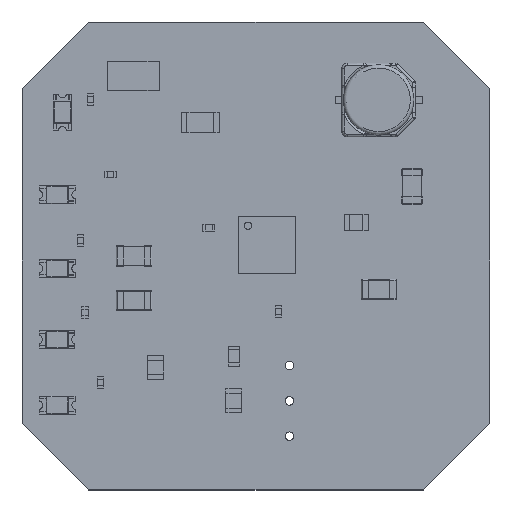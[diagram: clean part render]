
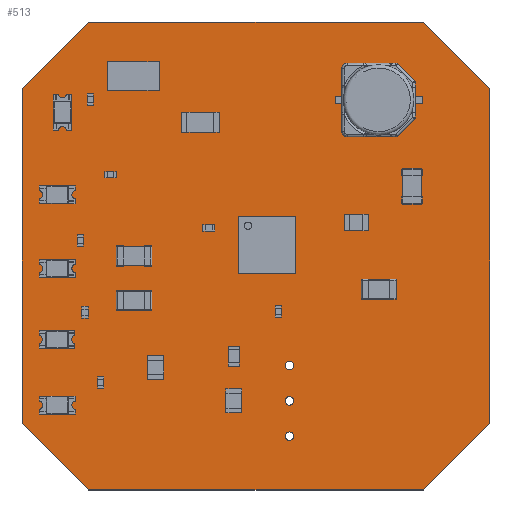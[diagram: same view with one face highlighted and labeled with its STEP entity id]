
A CAD part, top view. The second image highlights one B-rep face of the part: STEP entity #513.
In plain terms, the highlighted planar face has unit normal (0, 0, 1).
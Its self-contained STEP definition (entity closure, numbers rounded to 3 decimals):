
#148 = VERTEX_POINT('',#149);
#149 = CARTESIAN_POINT('',(61.,110.,0.411));
#155 = EDGE_CURVE('',#148,#156,#158,.T.);
#156 = VERTEX_POINT('',#157);
#157 = CARTESIAN_POINT('',(91.,110.,0.411));
#158 = LINE('',#159,#160);
#159 = CARTESIAN_POINT('',(61.,110.,0.411));
#160 = VECTOR('',#161,1.);
#161 = DIRECTION('',(1.,0.,0.));
#186 = EDGE_CURVE('',#156,#187,#189,.T.);
#187 = VERTEX_POINT('',#188);
#188 = CARTESIAN_POINT('',(97.,104.,0.411));
#189 = LINE('',#190,#191);
#190 = CARTESIAN_POINT('',(91.,110.,0.411));
#191 = VECTOR('',#192,1.);
#192 = DIRECTION('',(0.707,-0.707,0.));
#217 = EDGE_CURVE('',#187,#218,#220,.T.);
#218 = VERTEX_POINT('',#219);
#219 = CARTESIAN_POINT('',(97.,74.,0.411));
#220 = LINE('',#221,#222);
#221 = CARTESIAN_POINT('',(97.,104.,0.411));
#222 = VECTOR('',#223,1.);
#223 = DIRECTION('',(0.,-1.,0.));
#248 = EDGE_CURVE('',#218,#249,#251,.T.);
#249 = VERTEX_POINT('',#250);
#250 = CARTESIAN_POINT('',(91.,68.,0.411));
#251 = LINE('',#252,#253);
#252 = CARTESIAN_POINT('',(97.,74.,0.411));
#253 = VECTOR('',#254,1.);
#254 = DIRECTION('',(-0.707,-0.707,0.));
#279 = EDGE_CURVE('',#249,#280,#282,.T.);
#280 = VERTEX_POINT('',#281);
#281 = CARTESIAN_POINT('',(61.,68.,0.411));
#282 = LINE('',#283,#284);
#283 = CARTESIAN_POINT('',(91.,68.,0.411));
#284 = VECTOR('',#285,1.);
#285 = DIRECTION('',(-1.,0.,0.));
#310 = EDGE_CURVE('',#280,#311,#313,.T.);
#311 = VERTEX_POINT('',#312);
#312 = CARTESIAN_POINT('',(55.,74.,0.411));
#313 = LINE('',#314,#315);
#314 = CARTESIAN_POINT('',(61.,68.,0.411));
#315 = VECTOR('',#316,1.);
#316 = DIRECTION('',(-0.707,0.707,0.));
#341 = EDGE_CURVE('',#311,#342,#344,.T.);
#342 = VERTEX_POINT('',#343);
#343 = CARTESIAN_POINT('',(55.,104.,0.411));
#344 = LINE('',#345,#346);
#345 = CARTESIAN_POINT('',(55.,74.,0.411));
#346 = VECTOR('',#347,1.);
#347 = DIRECTION('',(0.,1.,0.));
#372 = EDGE_CURVE('',#342,#148,#373,.T.);
#373 = LINE('',#374,#375);
#374 = CARTESIAN_POINT('',(55.,104.,0.411));
#375 = VECTOR('',#376,1.);
#376 = DIRECTION('',(0.707,0.707,0.));
#396 = VERTEX_POINT('',#397);
#397 = CARTESIAN_POINT('',(79.381,72.825,0.411));
#403 = EDGE_CURVE('',#396,#396,#404,.T.);
#404 = CIRCLE('',#405,0.381);
#405 = AXIS2_PLACEMENT_3D('',#406,#407,#408);
#406 = CARTESIAN_POINT('',(79.,72.825,0.411));
#407 = DIRECTION('',(0.,0.,1.));
#408 = DIRECTION('',(1.,0.,0.));
#429 = VERTEX_POINT('',#430);
#430 = CARTESIAN_POINT('',(79.381,76.,0.411));
#436 = EDGE_CURVE('',#429,#429,#437,.T.);
#437 = CIRCLE('',#438,0.381);
#438 = AXIS2_PLACEMENT_3D('',#439,#440,#441);
#439 = CARTESIAN_POINT('',(79.,76.,0.411));
#440 = DIRECTION('',(0.,0.,1.));
#441 = DIRECTION('',(1.,0.,0.));
#462 = VERTEX_POINT('',#463);
#463 = CARTESIAN_POINT('',(79.381,79.175,0.411));
#469 = EDGE_CURVE('',#462,#462,#470,.T.);
#470 = CIRCLE('',#471,0.381);
#471 = AXIS2_PLACEMENT_3D('',#472,#473,#474);
#472 = CARTESIAN_POINT('',(79.,79.175,0.411));
#473 = DIRECTION('',(0.,0.,1.));
#474 = DIRECTION('',(1.,0.,0.));
#513 = ADVANCED_FACE('',(#514,#524,#527,#530),#533,.T.);
#514 = FACE_BOUND('',#515,.F.);
#515 = EDGE_LOOP('',(#516,#517,#518,#519,#520,#521,#522,#523));
#516 = ORIENTED_EDGE('',*,*,#155,.T.);
#517 = ORIENTED_EDGE('',*,*,#186,.T.);
#518 = ORIENTED_EDGE('',*,*,#217,.T.);
#519 = ORIENTED_EDGE('',*,*,#248,.T.);
#520 = ORIENTED_EDGE('',*,*,#279,.T.);
#521 = ORIENTED_EDGE('',*,*,#310,.T.);
#522 = ORIENTED_EDGE('',*,*,#341,.T.);
#523 = ORIENTED_EDGE('',*,*,#372,.T.);
#524 = FACE_BOUND('',#525,.T.);
#525 = EDGE_LOOP('',(#526));
#526 = ORIENTED_EDGE('',*,*,#403,.F.);
#527 = FACE_BOUND('',#528,.T.);
#528 = EDGE_LOOP('',(#529));
#529 = ORIENTED_EDGE('',*,*,#436,.F.);
#530 = FACE_BOUND('',#531,.T.);
#531 = EDGE_LOOP('',(#532));
#532 = ORIENTED_EDGE('',*,*,#469,.F.);
#533 = PLANE('',#534);
#534 = AXIS2_PLACEMENT_3D('',#535,#536,#537);
#535 = CARTESIAN_POINT('',(61.,110.,0.411));
#536 = DIRECTION('',(0.,0.,1.));
#537 = DIRECTION('',(1.,0.,0.));
